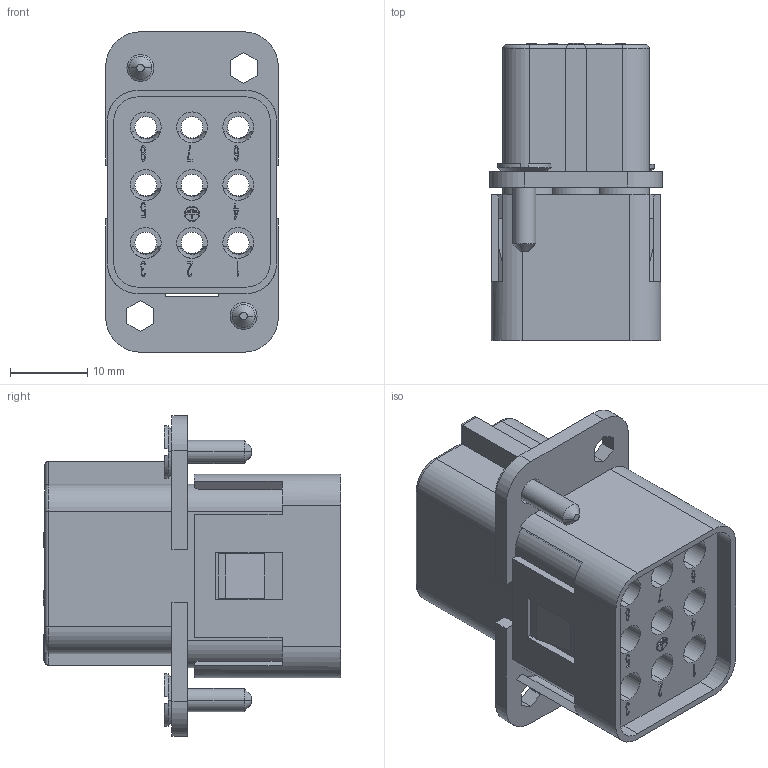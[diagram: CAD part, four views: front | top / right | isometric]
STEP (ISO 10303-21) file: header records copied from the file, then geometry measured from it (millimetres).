
FILE_DESCRIPTION((''),'2;1');
FILE_NAME('HQ-008-FC_-','2017-09-15T',('tl.yang'),(''),'PRO/ENGINEER BY PARAMETRIC TECHNOLOGY CORPORATION, 2011500','PRO/ENGINEER BY PARAMETRIC TECHNOLOGY CORPORATION, 2011500','');
FILE_SCHEMA(('CONFIG_CONTROL_DESIGN'));
Length unit declared in the file: millimetre
Products named in the file (1): HQ-008-FC_-
Bounding box: 22.4 x 38.6 x 41.6 mm (x, y, z)
Volume: 13384.1 mm3; surface area: 12596.2 mm2
Topology: 1 solids, 1 shells, 911 faces, 2447 edges, 1606 vertices
Faces by surface type: plane 570, cylinder 141, extrusion 112, cone 39, bspline 27, torus 22
Entity records: 30087 total; most frequent: CARTESIAN_POINT 7546, ORIENTED_EDGE 4894, DIRECTION 4161, EDGE_CURVE 2447, VECTOR 1851, LINE 1739, VERTEX_POINT 1606, AXIS2_PLACEMENT_3D 1155
